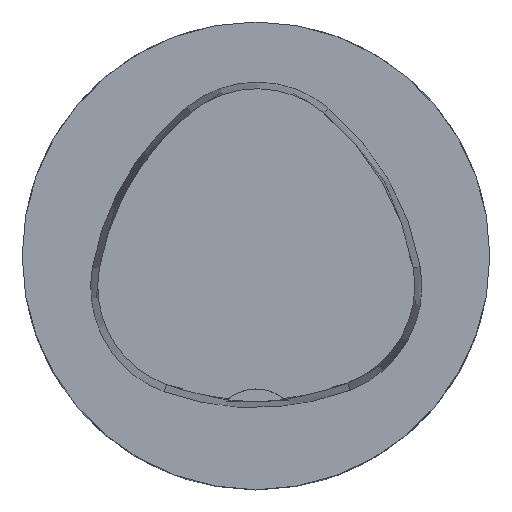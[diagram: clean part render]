
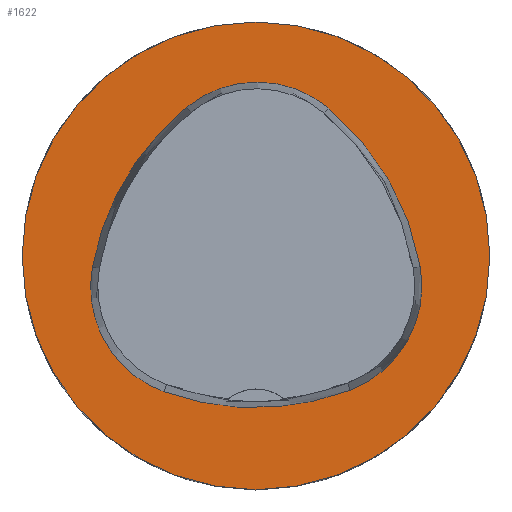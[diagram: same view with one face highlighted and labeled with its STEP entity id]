
A CAD part, top view. The second image highlights one B-rep face of the part: STEP entity #1622.
In plain terms, the highlighted planar face has unit normal (0, 0, 1).
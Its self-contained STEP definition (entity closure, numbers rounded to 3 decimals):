
#1622=ADVANCED_FACE('',(#2178,#2179),#1907,.T.);
#1907=PLANE('',#5789);
#2178=FACE_BOUND('',#2256,.T.);
#2179=FACE_BOUND('',#2257,.T.);
#2256=EDGE_LOOP('',(#2733,#2734,#2735,#2736,#2737,#2738));
#2257=EDGE_LOOP('',(#2739));
#2733=ORIENTED_EDGE('',*,*,#4851,.T.);
#2734=ORIENTED_EDGE('',*,*,#4831,.T.);
#2735=ORIENTED_EDGE('',*,*,#4835,.T.);
#2736=ORIENTED_EDGE('',*,*,#4838,.T.);
#2737=ORIENTED_EDGE('',*,*,#4841,.T.);
#2738=ORIENTED_EDGE('',*,*,#4849,.T.);
#2739=ORIENTED_EDGE('',*,*,#4822,.F.);
#4253=VERTEX_POINT('',#7905);
#4262=VERTEX_POINT('',#7924);
#4263=VERTEX_POINT('',#7925);
#4266=VERTEX_POINT('',#7933);
#4268=VERTEX_POINT('',#7939);
#4270=VERTEX_POINT('',#7945);
#4277=VERTEX_POINT('',#7966);
#4822=EDGE_CURVE('',#4253,#4253,#5577,.T.);
#4831=EDGE_CURVE('',#4262,#4263,#5578,.T.);
#4835=EDGE_CURVE('',#4263,#4266,#5580,.T.);
#4838=EDGE_CURVE('',#4266,#4268,#5582,.T.);
#4841=EDGE_CURVE('',#4268,#4270,#5584,.T.);
#4849=EDGE_CURVE('',#4270,#4277,#5588,.T.);
#4851=EDGE_CURVE('',#4277,#4262,#5590,.T.);
#5577=CIRCLE('',#5761,31.5);
#5578=CIRCLE('',#5767,36.);
#5580=CIRCLE('',#5770,15.);
#5582=CIRCLE('',#5773,36.);
#5584=CIRCLE('',#5776,15.);
#5588=CIRCLE('',#5781,36.);
#5590=CIRCLE('',#5784,15.);
#5761=AXIS2_PLACEMENT_3D('',#7904,#6302,#6303);
#5767=AXIS2_PLACEMENT_3D('',#7923,#6318,#6319);
#5770=AXIS2_PLACEMENT_3D('',#7932,#6326,#6327);
#5773=AXIS2_PLACEMENT_3D('',#7938,#6333,#6334);
#5776=AXIS2_PLACEMENT_3D('',#7944,#6340,#6341);
#5781=AXIS2_PLACEMENT_3D('',#7967,#6352,#6353);
#5784=AXIS2_PLACEMENT_3D('',#7970,#6358,#6359);
#5789=AXIS2_PLACEMENT_3D('',#7975,#6368,#6369);
#6302=DIRECTION('',(0.,0.,-1.));
#6303=DIRECTION('',(-1.,0.,0.));
#6318=DIRECTION('',(0.,0.,-1.));
#6319=DIRECTION('',(-1.,0.,0.));
#6326=DIRECTION('',(0.,0.,-1.));
#6327=DIRECTION('',(-1.,0.,0.));
#6333=DIRECTION('',(0.,0.,-1.));
#6334=DIRECTION('',(-1.,0.,0.));
#6340=DIRECTION('',(0.,0.,-1.));
#6341=DIRECTION('',(-1.,0.,0.));
#6352=DIRECTION('',(0.,0.,-1.));
#6353=DIRECTION('',(-1.,0.,0.));
#6358=DIRECTION('',(0.,0.,-1.));
#6359=DIRECTION('',(-1.,0.,0.));
#6368=DIRECTION('',(0.,0.,1.));
#6369=DIRECTION('',(1.,0.,0.));
#7904=CARTESIAN_POINT('',(0.,0.,0.));
#7905=CARTESIAN_POINT('',(-31.5,0.,0.));
#7923=CARTESIAN_POINT('',(13.398,-7.893,0.));
#7924=CARTESIAN_POINT('',(-22.041,-1.562,0.));
#7925=CARTESIAN_POINT('',(-9.317,20.036,0.));
#7932=CARTESIAN_POINT('',(0.148,8.399,0.));
#7933=CARTESIAN_POINT('',(9.779,19.898,0.));
#7938=CARTESIAN_POINT('',(-13.337,-7.7,0.));
#7939=CARTESIAN_POINT('',(22.122,-1.48,0.));
#7944=CARTESIAN_POINT('',(7.347,-4.071,0.));
#7945=CARTESIAN_POINT('',(12.693,-18.087,0.));
#7966=CARTESIAN_POINT('',(-12.373,-18.307,0.));
#7967=CARTESIAN_POINT('',(-0.137,15.55,0.));
#7970=CARTESIAN_POINT('',(-7.275,-4.2,0.));
#7975=CARTESIAN_POINT('',(0.,0.,0.));
